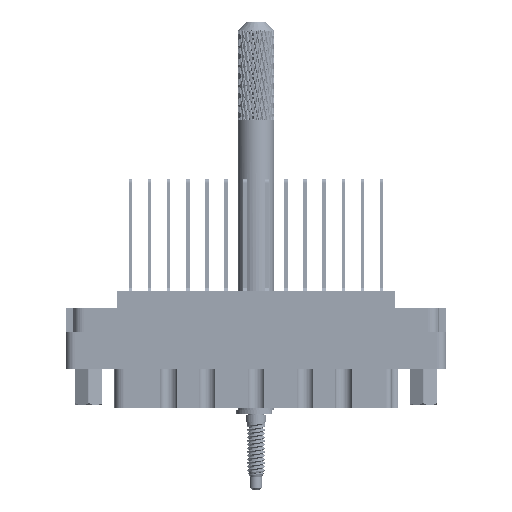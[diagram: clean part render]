
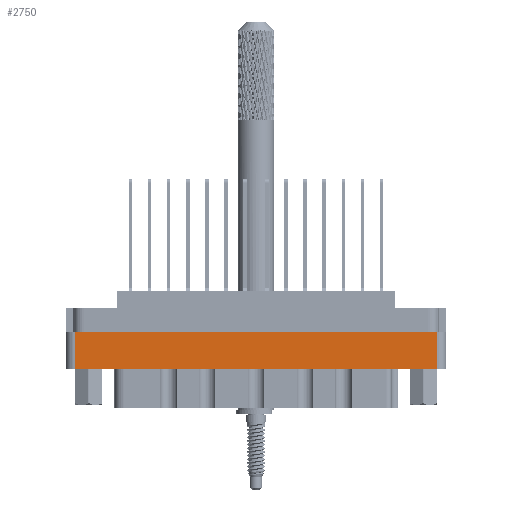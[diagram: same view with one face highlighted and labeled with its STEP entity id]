
A CAD part, front view. The second image highlights one B-rep face of the part: STEP entity #2750.
In plain terms, the highlighted planar face has unit normal (0, -1, 0).
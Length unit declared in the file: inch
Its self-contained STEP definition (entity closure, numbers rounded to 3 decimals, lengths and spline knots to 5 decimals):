
#1375 = VECTOR ( 'NONE', #37585, 39.37008 ) ;
#2750 = ADVANCED_FACE ( 'NONE', ( #33510 ), #19922, .T. ) ;
#5017 = CARTESIAN_POINT ( 'NONE',  ( 1.234, -0.438, -0.798 ) ) ;
#8246 = LINE ( 'NONE', #31911, #14213 ) ;
#14213 = VECTOR ( 'NONE', #70182, 39.37008 ) ;
#17064 = EDGE_CURVE ( 'NONE', #62419, #40042, #110958, .T. ) ;
#17421 = CARTESIAN_POINT ( 'NONE',  ( 0., -0.438, -0.529 ) ) ;
#19734 = ORIENTED_EDGE ( 'NONE', *, *, #29938, .F. ) ;
#19922 = PLANE ( 'NONE',  #37241 ) ;
#25133 = ORIENTED_EDGE ( 'NONE', *, *, #17064, .T. ) ;
#29938 = EDGE_CURVE ( 'NONE', #68896, #40042, #66569, .T. ) ;
#31911 = CARTESIAN_POINT ( 'NONE',  ( -1.234, -0.438, -0.798 ) ) ;
#33510 = FACE_OUTER_BOUND ( 'NONE', #96332, .T. ) ;
#34320 = ORIENTED_EDGE ( 'NONE', *, *, #47105, .F. ) ;
#37241 = AXIS2_PLACEMENT_3D ( 'NONE', #67495, #76842, #77250 ) ;
#37585 = DIRECTION ( 'NONE',  ( 1., 0., 0. ) ) ;
#40042 = VERTEX_POINT ( 'NONE', #59826 ) ;
#47105 = EDGE_CURVE ( 'NONE', #62419, #69389, #116343, .T. ) ;
#55655 = CARTESIAN_POINT ( 'NONE',  ( -1.234, -0.438, -0.277 ) ) ;
#56372 = VECTOR ( 'NONE', #101185, 39.37008 ) ;
#57109 = CARTESIAN_POINT ( 'NONE',  ( -1.234, -0.438, -0.529 ) ) ;
#59826 = CARTESIAN_POINT ( 'NONE',  ( 1.234, -0.438, -0.277 ) ) ;
#62419 = VERTEX_POINT ( 'NONE', #120607 ) ;
#66569 = LINE ( 'NONE', #105077, #1375 ) ;
#67495 = CARTESIAN_POINT ( 'NONE',  ( -1.296, -0.438, -0.798 ) ) ;
#68896 = VERTEX_POINT ( 'NONE', #55655 ) ;
#69389 = VERTEX_POINT ( 'NONE', #57109 ) ;
#70182 = DIRECTION ( 'NONE',  ( 0., 0., -1. ) ) ;
#76842 = DIRECTION ( 'NONE',  ( 0., -1., 0. ) ) ;
#77250 = DIRECTION ( 'NONE',  ( 0., 0., -1. ) ) ;
#83074 = ORIENTED_EDGE ( 'NONE', *, *, #87020, .T. ) ;
#87020 = EDGE_CURVE ( 'NONE', #68896, #69389, #8246, .T. ) ;
#96332 = EDGE_LOOP ( 'NONE', ( #19734, #83074, #34320, #25133 ) ) ;
#101185 = DIRECTION ( 'NONE',  ( 0., 0., 1. ) ) ;
#105077 = CARTESIAN_POINT ( 'NONE',  ( 0., -0.438, -0.277 ) ) ;
#110958 = LINE ( 'NONE', #5017, #56372 ) ;
#113223 = DIRECTION ( 'NONE',  ( -1., 0., 0. ) ) ;
#116343 = LINE ( 'NONE', #17421, #120815 ) ;
#120607 = CARTESIAN_POINT ( 'NONE',  ( 1.234, -0.438, -0.529 ) ) ;
#120815 = VECTOR ( 'NONE', #113223, 39.37008 ) ;
